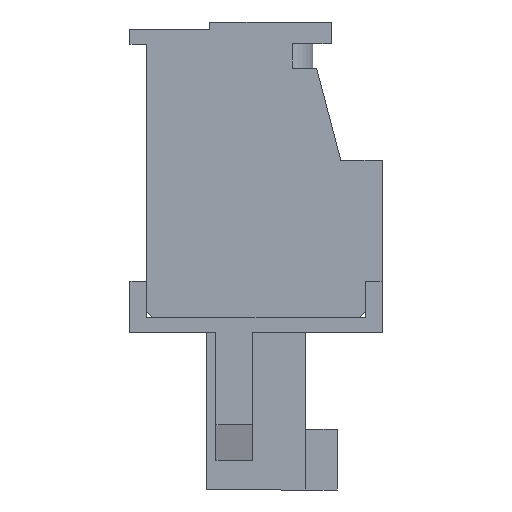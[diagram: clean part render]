
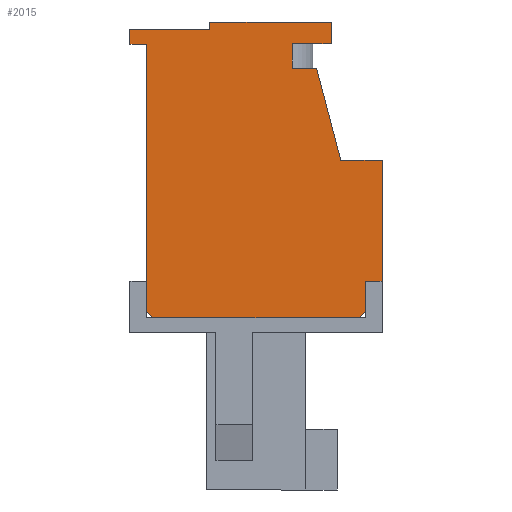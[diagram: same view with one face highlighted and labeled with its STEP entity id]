
A CAD part, left-side view. The second image highlights one B-rep face of the part: STEP entity #2015.
In plain terms, the highlighted planar face has unit normal (-1, 0, 0).
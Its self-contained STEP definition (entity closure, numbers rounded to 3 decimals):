
#2015 = ADVANCED_FACE( '', ( #3995 ), #3996, .T. );
#3995 = FACE_OUTER_BOUND( '', #5939, .T. );
#3996 = PLANE( '', #5940 );
#5939 = EDGE_LOOP( '', ( #11479, #11480, #11481, #11482, #11483, #11484, #11485, #11486, #11487, #11488, #11489, #11490, #11491, #11492, #11493, #11494, #11495, #11496 ) );
#5940 = AXIS2_PLACEMENT_3D( '', #11497, #11498, #11499 );
#11479 = ORIENTED_EDGE( '', *, *, #14094, .T. );
#11480 = ORIENTED_EDGE( '', *, *, #14095, .T. );
#11481 = ORIENTED_EDGE( '', *, *, #13850, .F. );
#11482 = ORIENTED_EDGE( '', *, *, #12189, .T. );
#11483 = ORIENTED_EDGE( '', *, *, #13345, .T. );
#11484 = ORIENTED_EDGE( '', *, *, #13450, .T. );
#11485 = ORIENTED_EDGE( '', *, *, #13432, .T. );
#11486 = ORIENTED_EDGE( '', *, *, #13280, .T. );
#11487 = ORIENTED_EDGE( '', *, *, #13753, .T. );
#11488 = ORIENTED_EDGE( '', *, *, #13337, .T. );
#11489 = ORIENTED_EDGE( '', *, *, #14059, .T. );
#11490 = ORIENTED_EDGE( '', *, *, #14096, .T. );
#11491 = ORIENTED_EDGE( '', *, *, #13501, .T. );
#11492 = ORIENTED_EDGE( '', *, *, #13003, .T. );
#11493 = ORIENTED_EDGE( '', *, *, #12438, .T. );
#11494 = ORIENTED_EDGE( '', *, *, #13761, .T. );
#11495 = ORIENTED_EDGE( '', *, *, #12989, .T. );
#11496 = ORIENTED_EDGE( '', *, *, #13129, .T. );
#11497 = CARTESIAN_POINT( '', ( -8.75, 0., 0. ) );
#11498 = DIRECTION( '', ( -1., 0., 0. ) );
#11499 = DIRECTION( '', ( 0., 0., 1. ) );
#12189 = EDGE_CURVE( '', #14750, #14751, #14752, .T. );
#12438 = EDGE_CURVE( '', #15174, #15175, #15176, .T. );
#12989 = EDGE_CURVE( '', #16034, #16035, #16036, .T. );
#13003 = EDGE_CURVE( '', #16057, #15174, #16058, .T. );
#13129 = EDGE_CURVE( '', #16035, #16240, #16241, .T. );
#13280 = EDGE_CURVE( '', #16457, #16458, #16459, .T. );
#13337 = EDGE_CURVE( '', #16543, #16541, #16544, .T. );
#13345 = EDGE_CURVE( '', #14751, #16554, #16555, .T. );
#13432 = EDGE_CURVE( '', #16653, #16457, #16669, .T. );
#13450 = EDGE_CURVE( '', #16554, #16653, #16692, .T. );
#13501 = EDGE_CURVE( '', #16762, #16057, #16763, .T. );
#13753 = EDGE_CURVE( '', #16458, #16543, #17077, .T. );
#13761 = EDGE_CURVE( '', #15175, #16034, #17086, .T. );
#13850 = EDGE_CURVE( '', #14750, #17194, #17195, .T. );
#14059 = EDGE_CURVE( '', #16541, #17425, #17427, .T. );
#14094 = EDGE_CURVE( '', #16240, #17462, #17463, .T. );
#14095 = EDGE_CURVE( '', #17462, #17194, #17464, .T. );
#14096 = EDGE_CURVE( '', #17425, #16762, #17465, .T. );
#14750 = VERTEX_POINT( '', #18386 );
#14751 = VERTEX_POINT( '', #18387 );
#14752 = LINE( '', #18388, #18389 );
#15174 = VERTEX_POINT( '', #19006 );
#15175 = VERTEX_POINT( '', #19007 );
#15176 = LINE( '', #19008, #19009 );
#16034 = VERTEX_POINT( '', #20276 );
#16035 = VERTEX_POINT( '', #20277 );
#16036 = LINE( '', #20278, #20279 );
#16057 = VERTEX_POINT( '', #20310 );
#16058 = LINE( '', #20311, #20312 );
#16240 = VERTEX_POINT( '', #20588 );
#16241 = LINE( '', #20589, #20590 );
#16457 = VERTEX_POINT( '', #20905 );
#16458 = VERTEX_POINT( '', #20906 );
#16459 = LINE( '', #20907, #20908 );
#16541 = VERTEX_POINT( '', #21022 );
#16543 = VERTEX_POINT( '', #21025 );
#16544 = LINE( '', #21026, #21027 );
#16554 = VERTEX_POINT( '', #21040 );
#16555 = LINE( '', #21041, #21042 );
#16653 = VERTEX_POINT( '', #21197 );
#16669 = LINE( '', #21224, #21225 );
#16692 = LINE( '', #21257, #21258 );
#16762 = VERTEX_POINT( '', #21358 );
#16763 = LINE( '', #21359, #21360 );
#17077 = LINE( '', #21832, #21833 );
#17086 = LINE( '', #21845, #21846 );
#17194 = VERTEX_POINT( '', #22002 );
#17195 = LINE( '', #22003, #22004 );
#17425 = VERTEX_POINT( '', #22341 );
#17427 = LINE( '', #22344, #22345 );
#17462 = VERTEX_POINT( '', #22393 );
#17463 = LINE( '', #22394, #22395 );
#17464 = LINE( '', #22396, #22397 );
#17465 = LINE( '', #22398, #22399 );
#18386 = CARTESIAN_POINT( '', ( -8.75, -4.25, -5.39 ) );
#18387 = CARTESIAN_POINT( '', ( -8.75, -4.5, -5.14 ) );
#18388 = CARTESIAN_POINT( '', ( -8.75, -4.82, -4.82 ) );
#18389 = VECTOR( '', #22806, 1000. );
#19006 = CARTESIAN_POINT( '', ( -8.75, 1.9, 6.81 ) );
#19007 = CARTESIAN_POINT( '', ( -8.75, 1.9, 6.51 ) );
#19008 = CARTESIAN_POINT( '', ( -8.75, 1.9, 6.81 ) );
#19009 = VECTOR( '', #23032, 1000. );
#20276 = CARTESIAN_POINT( '', ( -8.75, 5.2, 6.51 ) );
#20277 = CARTESIAN_POINT( '', ( -8.75, 5.2, 5.89 ) );
#20278 = CARTESIAN_POINT( '', ( -8.75, 5.2, 6.51 ) );
#20279 = VECTOR( '', #23542, 1000. );
#20310 = CARTESIAN_POINT( '', ( -8.75, -3.1, 6.81 ) );
#20311 = CARTESIAN_POINT( '', ( -8.75, -3.1, 6.81 ) );
#20312 = VECTOR( '', #23556, 1000. );
#20588 = CARTESIAN_POINT( '', ( -8.75, 4.5, 5.89 ) );
#20589 = CARTESIAN_POINT( '', ( -8.75, 5.2, 5.89 ) );
#20590 = VECTOR( '', #23670, 1000. );
#20905 = CARTESIAN_POINT( '', ( -8.75, -5.2, 1.11 ) );
#20906 = CARTESIAN_POINT( '', ( -8.75, -3.5, 1.11 ) );
#20907 = CARTESIAN_POINT( '', ( -8.75, -5.2, 1.11 ) );
#20908 = VECTOR( '', #23796, 1000. );
#21022 = CARTESIAN_POINT( '', ( -8.75, -1.5, 4.91 ) );
#21025 = CARTESIAN_POINT( '', ( -8.75, -2.5, 4.91 ) );
#21026 = CARTESIAN_POINT( '', ( -8.75, -1.5, 4.91 ) );
#21027 = VECTOR( '', #23851, 1000. );
#21040 = CARTESIAN_POINT( '', ( -8.75, -4.5, -3.89 ) );
#21041 = CARTESIAN_POINT( '', ( -8.75, -4.5, -5.89 ) );
#21042 = VECTOR( '', #23864, 1000. );
#21197 = CARTESIAN_POINT( '', ( -8.75, -5.2, -3.89 ) );
#21224 = CARTESIAN_POINT( '', ( -8.75, -5.2, -3.89 ) );
#21225 = VECTOR( '', #23936, 1000. );
#21257 = CARTESIAN_POINT( '', ( -8.75, -4.5, -3.89 ) );
#21258 = VECTOR( '', #23949, 1000. );
#21358 = CARTESIAN_POINT( '', ( -8.75, -3.1, 5.91 ) );
#21359 = CARTESIAN_POINT( '', ( -8.75, -3.1, 5.91 ) );
#21360 = VECTOR( '', #23995, 1000. );
#21832 = CARTESIAN_POINT( '', ( -8.75, -3.5, 1.11 ) );
#21833 = VECTOR( '', #24182, 1000. );
#21845 = CARTESIAN_POINT( '', ( -8.75, 1.9, 6.51 ) );
#21846 = VECTOR( '', #24186, 1000. );
#22002 = CARTESIAN_POINT( '', ( -8.75, 4.25, -5.39 ) );
#22003 = CARTESIAN_POINT( '', ( -8.75, 0., -5.39 ) );
#22004 = VECTOR( '', #24256, 1000. );
#22341 = CARTESIAN_POINT( '', ( -8.75, -1.5, 5.91 ) );
#22344 = CARTESIAN_POINT( '', ( -8.75, -1.5, 4.91 ) );
#22345 = VECTOR( '', #24376, 1000. );
#22393 = CARTESIAN_POINT( '', ( -8.75, 4.5, -5.14 ) );
#22394 = CARTESIAN_POINT( '', ( -8.75, 4.5, 5.89 ) );
#22395 = VECTOR( '', #24385, 1000. );
#22396 = CARTESIAN_POINT( '', ( -8.75, 4.82, -4.82 ) );
#22397 = VECTOR( '', #24386, 1000. );
#22398 = CARTESIAN_POINT( '', ( -8.75, -1.5, 5.91 ) );
#22399 = VECTOR( '', #24387, 1000. );
#22806 = DIRECTION( '', ( 0., -0.707, 0.707 ) );
#23032 = DIRECTION( '', ( 0., 0., -1. ) );
#23542 = DIRECTION( '', ( 0., 0., -1. ) );
#23556 = DIRECTION( '', ( 0., 1., 0. ) );
#23670 = DIRECTION( '', ( 0., -1., 0. ) );
#23796 = DIRECTION( '', ( 0., 1., 0. ) );
#23851 = DIRECTION( '', ( 0., 1., 0. ) );
#23864 = DIRECTION( '', ( 0., 0., 1. ) );
#23936 = DIRECTION( '', ( 0., 0., 1. ) );
#23949 = DIRECTION( '', ( 0., -1., 0. ) );
#23995 = DIRECTION( '', ( 0., 0., 1. ) );
#24182 = DIRECTION( '', ( 0., 0.254, 0.967 ) );
#24186 = DIRECTION( '', ( 0., 1., 0. ) );
#24256 = DIRECTION( '', ( 0., 1., 0. ) );
#24376 = DIRECTION( '', ( 0., 0., 1. ) );
#24385 = DIRECTION( '', ( 0., 0., -1. ) );
#24386 = DIRECTION( '', ( 0., -0.707, -0.707 ) );
#24387 = DIRECTION( '', ( 0., -1., 0. ) );
